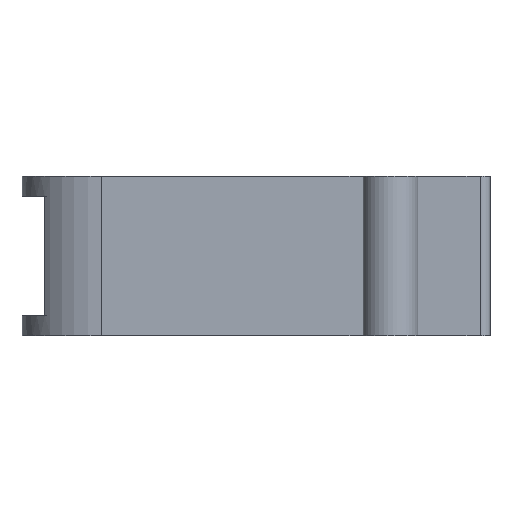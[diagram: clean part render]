
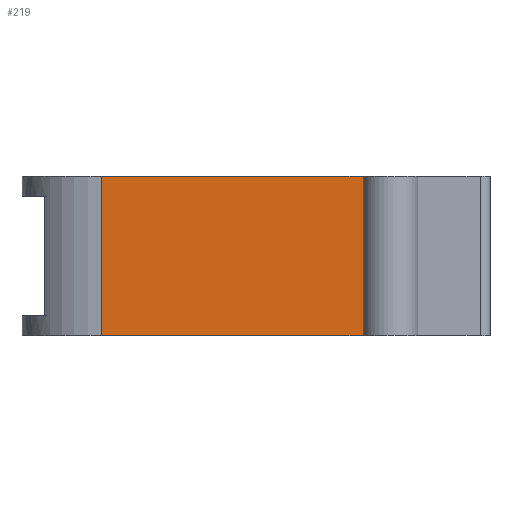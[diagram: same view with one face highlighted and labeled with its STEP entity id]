
A CAD part, left-side view. The second image highlights one B-rep face of the part: STEP entity #219.
In plain terms, the highlighted planar face has unit normal (-1, 0, 0).
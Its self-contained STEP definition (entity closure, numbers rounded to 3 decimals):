
#219 = ADVANCED_FACE( '', ( #441 ), #442, .F. );
#441 = FACE_OUTER_BOUND( '', #656, .T. );
#442 = PLANE( '', #657 );
#656 = EDGE_LOOP( '', ( #1278, #1279, #1280, #1281 ) );
#657 = AXIS2_PLACEMENT_3D( '', #1282, #1283, #1284 );
#1278 = ORIENTED_EDGE( '', *, *, #1415, .T. );
#1279 = ORIENTED_EDGE( '', *, *, #1435, .F. );
#1280 = ORIENTED_EDGE( '', *, *, #1402, .F. );
#1281 = ORIENTED_EDGE( '', *, *, #1503, .T. );
#1282 = CARTESIAN_POINT( '', ( -24., 8., 8. ) );
#1283 = DIRECTION( '', ( 1., 0., 0. ) );
#1284 = DIRECTION( '', ( 0., 0., -1. ) );
#1402 = EDGE_CURVE( '', #1725, #1693, #1727, .T. );
#1415 = EDGE_CURVE( '', #1747, #1745, #1748, .T. );
#1435 = EDGE_CURVE( '', #1693, #1745, #1782, .T. );
#1503 = EDGE_CURVE( '', #1725, #1747, #1875, .T. );
#1693 = VERTEX_POINT( '', #2132 );
#1725 = VERTEX_POINT( '', #2170 );
#1727 = LINE( '', #2172, #2173 );
#1745 = VERTEX_POINT( '', #2195 );
#1747 = VERTEX_POINT( '', #2197 );
#1748 = LINE( '', #2198, #2199 );
#1782 = LINE( '', #2239, #2240 );
#1875 = LINE( '', #2441, #2442 );
#2132 = CARTESIAN_POINT( '', ( -24., -19.153, 8. ) );
#2170 = CARTESIAN_POINT( '', ( -24., 8., 8. ) );
#2172 = CARTESIAN_POINT( '', ( -24., 8., 8. ) );
#2173 = VECTOR( '', #2681, 1000. );
#2195 = CARTESIAN_POINT( '', ( -24., -19.153, -8. ) );
#2197 = CARTESIAN_POINT( '', ( -24., 8., -8. ) );
#2198 = CARTESIAN_POINT( '', ( -24., 8., -8. ) );
#2199 = VECTOR( '', #2704, 1000. );
#2239 = CARTESIAN_POINT( '', ( -24., -19.153, 8. ) );
#2240 = VECTOR( '', #2747, 1000. );
#2441 = CARTESIAN_POINT( '', ( -24., 8., 8. ) );
#2442 = VECTOR( '', #2820, 1000. );
#2681 = DIRECTION( '', ( 0., -1., 0. ) );
#2704 = DIRECTION( '', ( 0., -1., 0. ) );
#2747 = DIRECTION( '', ( 0., 0., -1. ) );
#2820 = DIRECTION( '', ( 0., 0., -1. ) );
